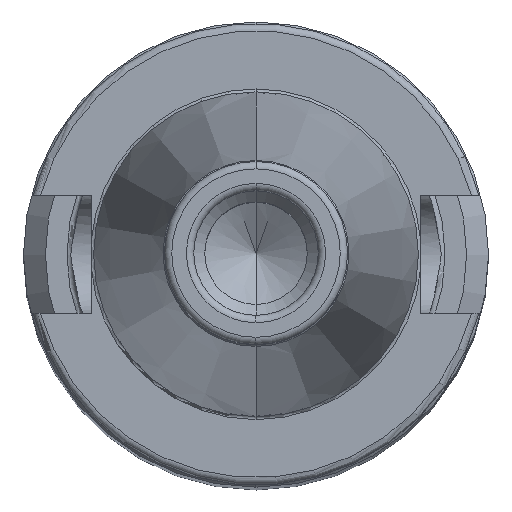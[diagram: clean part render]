
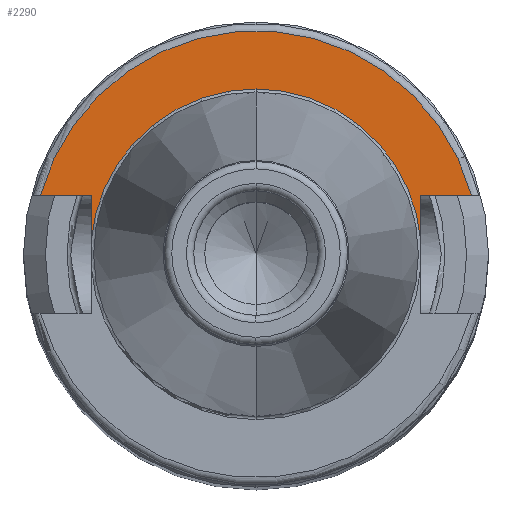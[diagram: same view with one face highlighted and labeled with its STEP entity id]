
A CAD part, top view. The second image highlights one B-rep face of the part: STEP entity #2290.
In plain terms, the highlighted planar face has unit normal (0, 0, 1).
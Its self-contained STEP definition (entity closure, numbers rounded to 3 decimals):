
#498=CARTESIAN_POINT('',(0,0,10));
#499=DIRECTION('',(0,0,1));
#500=DIRECTION('',(0,1,0));
#501=AXIS2_PLACEMENT_3D('',#498,#499,#500);
#661=CARTESIAN_POINT('',(0,0,10));
#662=DIRECTION('',(0,0,1));
#663=DIRECTION('',(0.965,0.264,0));
#664=AXIS2_PLACEMENT_3D('',#661,#662,#663);
#711=DIRECTION('',(0,1,0));
#712=VECTOR('',#711,6.317);
#713=CARTESIAN_POINT('',(-22.5,1.733,10));
#714=LINE('',#713,#712);
#715=DIRECTION('',(1,0,0));
#716=VECTOR('',#715,6.918);
#717=CARTESIAN_POINT('',(-29.418,8.05,10));
#718=LINE('',#717,#716);
#719=DIRECTION('',(-1,0,0));
#720=VECTOR('',#719,6.918);
#721=CARTESIAN_POINT('',(29.418,8.05,10));
#722=LINE('',#721,#720);
#723=DIRECTION('',(0,-1,0));
#724=VECTOR('',#723,6.317);
#725=CARTESIAN_POINT('',(22.5,8.05,10));
#726=LINE('',#725,#724);
#741=CARTESIAN_POINT('',(0,0,10));
#742=DIRECTION('',(0,0,-1));
#743=DIRECTION('',(0,1,0));
#744=AXIS2_PLACEMENT_3D('',#741,#742,#743);
#1119=CARTESIAN_POINT('',(0,22.567,10));
#1121=VERTEX_POINT('',#1119);
#1235=CARTESIAN_POINT('',(-22.5,1.733,10));
#1236=CARTESIAN_POINT('',(-22.5,8.05,10));
#1237=VERTEX_POINT('',#1235);
#1238=VERTEX_POINT('',#1236);
#1239=CARTESIAN_POINT('',(-29.418,8.05,10));
#1240=VERTEX_POINT('',#1239);
#1241=CARTESIAN_POINT('',(22.5,8.05,10));
#1242=CARTESIAN_POINT('',(22.5,1.733,10));
#1243=VERTEX_POINT('',#1241);
#1244=VERTEX_POINT('',#1242);
#1251=CARTESIAN_POINT('',(29.418,8.05,10));
#1252=VERTEX_POINT('',#1251);
#2272=CARTESIAN_POINT('',(0,0,10));
#2273=DIRECTION('',(0,0,-1));
#2274=DIRECTION('',(0,-1,0));
#2275=AXIS2_PLACEMENT_3D('',#2272,#2273,#2274);
#2276=PLANE('',#2275);
#2277=ORIENTED_EDGE('',*,*,#2103,.T.);
#2279=ORIENTED_EDGE('',*,*,#2278,.F.);
#2280=ORIENTED_EDGE('',*,*,#2244,.F.);
#2282=ORIENTED_EDGE('',*,*,#2281,.T.);
#2284=ORIENTED_EDGE('',*,*,#2283,.T.);
#2286=ORIENTED_EDGE('',*,*,#2285,.F.);
#2287=ORIENTED_EDGE('',*,*,#2080,.T.);
#2288=EDGE_LOOP('',(#2277,#2279,#2280,#2282,#2284,#2286,#2287));
#2289=FACE_OUTER_BOUND('',#2288,.F.);
#2290=ADVANCED_FACE('',(#2289),#2276,.F.);
#502=CIRCLE('',#501,22.567);
#665=CIRCLE('',#664,30.5);
#745=CIRCLE('',#744,22.567);
#2080=EDGE_CURVE('',#1121,#1237,#502,.T.);
#2103=EDGE_CURVE('',#1237,#1238,#714,.T.);
#2244=EDGE_CURVE('',#1252,#1240,#665,.T.);
#2278=EDGE_CURVE('',#1240,#1238,#718,.T.);
#2281=EDGE_CURVE('',#1252,#1243,#722,.T.);
#2283=EDGE_CURVE('',#1243,#1244,#726,.T.);
#2285=EDGE_CURVE('',#1121,#1244,#745,.T.);
